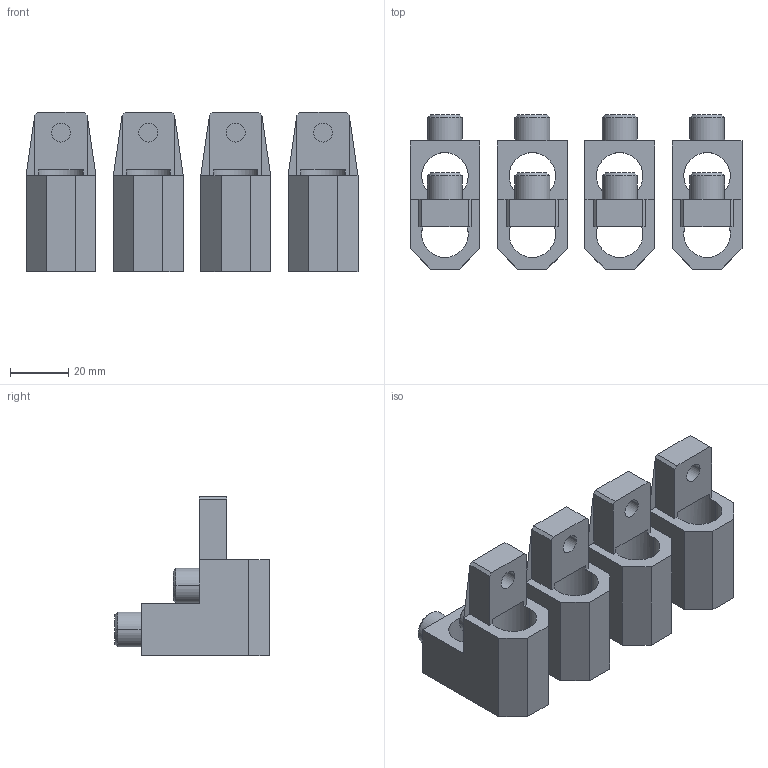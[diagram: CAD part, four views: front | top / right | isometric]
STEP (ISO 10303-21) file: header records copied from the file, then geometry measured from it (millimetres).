
FILE_DESCRIPTION(('CATIA V5 STEP Exchange'),'2;1');
FILE_NAME('1SDH001295R0352_1PA_001_00_XT2_4P_PLUG-IN_TERMINALI_ESTERNI_F.stp','2014-11-11T15:27:04+00:00',('none'),('none'),'CATIA Version 5 Release 20 SP 1 (IN-10)','CATIA V5 STEP AP214','none');
FILE_SCHEMA(('AUTOMOTIVE_DESIGN { 1 0 10303 214 1 1 1 1 }'));
Length unit declared in the file: millimetre
Products named in the file (1): 1SDH001295R0352_1PA_001_00_XT2_4P_PLUG-IN_TERMINALI_ESTERNI_F
Bounding box: 114 x 53 x 54.75 mm (x, y, z)
Volume: 76195.9 mm3; surface area: 32122.7 mm2
Topology: 4 solids, 4 shells, 132 faces, 372 edges, 236 vertices
Faces by surface type: plane 76, cylinder 40, cone 16
Entity records: 3842 total; most frequent: ORIENTED_EDGE 712, CARTESIAN_POINT 665, DIRECTION 516, EDGE_CURVE 356, VECTOR 244, LINE 244, VERTEX_POINT 228, AXIS2_PLACEMENT_3D 193
